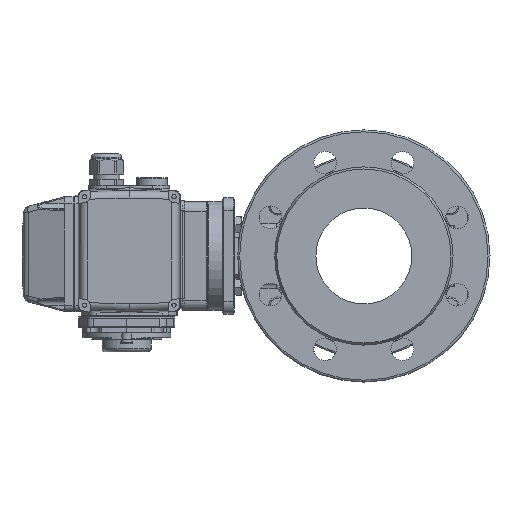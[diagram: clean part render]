
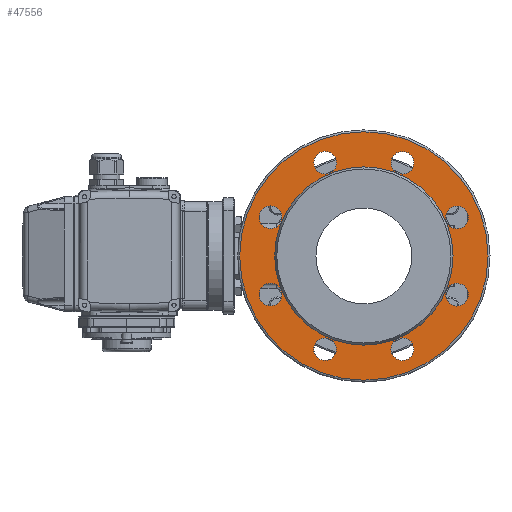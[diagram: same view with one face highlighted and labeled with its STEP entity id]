
A CAD part, left-side view. The second image highlights one B-rep face of the part: STEP entity #47556.
In plain terms, the highlighted planar face has unit normal (-1, 0, 0).
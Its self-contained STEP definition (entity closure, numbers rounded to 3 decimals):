
#2042=CIRCLE('',#51129,9.);
#2043=CIRCLE('',#51130,9.);
#2044=CIRCLE('',#51131,9.);
#2045=CIRCLE('',#51132,9.);
#2046=CIRCLE('',#51133,9.);
#2047=CIRCLE('',#51134,9.);
#2048=CIRCLE('',#51135,9.);
#2049=CIRCLE('',#51136,9.);
#2050=CIRCLE('',#51137,70.677);
#2051=CIRCLE('',#51138,98.444);
#2052=CIRCLE('',#51139,98.444);
#13752=ORIENTED_EDGE('',*,*,#27087,.T.);
#13753=ORIENTED_EDGE('',*,*,#27088,.T.);
#13754=ORIENTED_EDGE('',*,*,#27089,.T.);
#13755=ORIENTED_EDGE('',*,*,#27090,.T.);
#13756=ORIENTED_EDGE('',*,*,#27091,.T.);
#13757=ORIENTED_EDGE('',*,*,#27092,.T.);
#13758=ORIENTED_EDGE('',*,*,#27093,.T.);
#13759=ORIENTED_EDGE('',*,*,#27094,.T.);
#13760=ORIENTED_EDGE('',*,*,#27095,.T.);
#13761=ORIENTED_EDGE('',*,*,#27096,.T.);
#13762=ORIENTED_EDGE('',*,*,#27097,.T.);
#27087=EDGE_CURVE('',#33846,#33846,#2042,.T.);
#27088=EDGE_CURVE('',#33847,#33847,#2043,.T.);
#27089=EDGE_CURVE('',#33848,#33848,#2044,.T.);
#27090=EDGE_CURVE('',#33849,#33849,#2045,.T.);
#27091=EDGE_CURVE('',#33850,#33850,#2046,.T.);
#27092=EDGE_CURVE('',#33851,#33851,#2047,.T.);
#27093=EDGE_CURVE('',#33852,#33852,#2048,.T.);
#27094=EDGE_CURVE('',#33853,#33853,#2049,.T.);
#27095=EDGE_CURVE('',#33854,#33854,#2050,.T.);
#27096=EDGE_CURVE('',#33855,#33856,#2051,.T.);
#27097=EDGE_CURVE('',#33856,#33855,#2052,.T.);
#33846=VERTEX_POINT('',#76102);
#33847=VERTEX_POINT('',#76104);
#33848=VERTEX_POINT('',#76106);
#33849=VERTEX_POINT('',#76108);
#33850=VERTEX_POINT('',#76110);
#33851=VERTEX_POINT('',#76112);
#33852=VERTEX_POINT('',#76114);
#33853=VERTEX_POINT('',#76116);
#33854=VERTEX_POINT('',#76118);
#33855=VERTEX_POINT('',#76120);
#33856=VERTEX_POINT('',#76121);
#39170=EDGE_LOOP('',(#13752));
#39171=EDGE_LOOP('',(#13753));
#39172=EDGE_LOOP('',(#13754));
#39173=EDGE_LOOP('',(#13755));
#39174=EDGE_LOOP('',(#13756));
#39175=EDGE_LOOP('',(#13757));
#39176=EDGE_LOOP('',(#13758));
#39177=EDGE_LOOP('',(#13759));
#39178=EDGE_LOOP('',(#13760));
#39179=EDGE_LOOP('',(#13761,#13762));
#42721=FACE_BOUND('',#39170,.T.);
#42722=FACE_BOUND('',#39171,.T.);
#42723=FACE_BOUND('',#39172,.T.);
#42724=FACE_BOUND('',#39173,.T.);
#42725=FACE_BOUND('',#39174,.T.);
#42726=FACE_BOUND('',#39175,.T.);
#42727=FACE_BOUND('',#39176,.T.);
#42728=FACE_BOUND('',#39177,.T.);
#42729=FACE_BOUND('',#39178,.T.);
#42730=FACE_BOUND('',#39179,.T.);
#46077=PLANE('',#51128);
#47556=ADVANCED_FACE('',(#42721,#42722,#42723,#42724,#42725,#42726,#42727,
#42728,#42729,#42730),#46077,.T.);
#51128=AXIS2_PLACEMENT_3D('',#76100,#57124,#57125);
#51129=AXIS2_PLACEMENT_3D('',#76101,#57126,#57127);
#51130=AXIS2_PLACEMENT_3D('',#76103,#57128,#57129);
#51131=AXIS2_PLACEMENT_3D('',#76105,#57130,#57131);
#51132=AXIS2_PLACEMENT_3D('',#76107,#57132,#57133);
#51133=AXIS2_PLACEMENT_3D('',#76109,#57134,#57135);
#51134=AXIS2_PLACEMENT_3D('',#76111,#57136,#57137);
#51135=AXIS2_PLACEMENT_3D('',#76113,#57138,#57139);
#51136=AXIS2_PLACEMENT_3D('',#76115,#57140,#57141);
#51137=AXIS2_PLACEMENT_3D('',#76117,#57142,#57143);
#51138=AXIS2_PLACEMENT_3D('',#76119,#57144,#57145);
#51139=AXIS2_PLACEMENT_3D('',#76122,#57146,#57147);
#57124=DIRECTION('',(-1.,0.,0.));
#57125=DIRECTION('',(0.,-1.,0.));
#57126=DIRECTION('',(1.,0.,0.));
#57127=DIRECTION('',(0.,-1.,0.));
#57128=DIRECTION('',(1.,0.,0.));
#57129=DIRECTION('',(0.,-1.,0.));
#57130=DIRECTION('',(1.,0.,0.));
#57131=DIRECTION('',(0.,-1.,0.));
#57132=DIRECTION('',(1.,0.,0.));
#57133=DIRECTION('',(0.,-1.,0.));
#57134=DIRECTION('',(1.,0.,0.));
#57135=DIRECTION('',(0.,-1.,0.));
#57136=DIRECTION('',(1.,0.,0.));
#57137=DIRECTION('',(0.,-1.,0.));
#57138=DIRECTION('',(1.,0.,0.));
#57139=DIRECTION('',(0.,-1.,0.));
#57140=DIRECTION('',(1.,0.,0.));
#57141=DIRECTION('',(0.,-1.,0.));
#57142=DIRECTION('',(1.,0.,0.));
#57143=DIRECTION('',(0.,1.,0.));
#57144=DIRECTION('',(-1.,0.,0.));
#57145=DIRECTION('',(0.,-1.,0.));
#57146=DIRECTION('',(-1.,0.,0.));
#57147=DIRECTION('',(0.,1.,0.));
#76100=CARTESIAN_POINT('',(-71.5,0.,0.));
#76101=CARTESIAN_POINT('',(-71.5,73.871,30.654));
#76102=CARTESIAN_POINT('',(-71.5,64.871,30.654));
#76103=CARTESIAN_POINT('',(-71.5,73.91,-30.558));
#76104=CARTESIAN_POINT('',(-71.5,64.91,-30.558));
#76105=CARTESIAN_POINT('',(-71.5,30.654,-73.871));
#76106=CARTESIAN_POINT('',(-71.5,21.654,-73.871));
#76107=CARTESIAN_POINT('',(-71.5,-30.558,-73.91));
#76108=CARTESIAN_POINT('',(-71.5,-39.558,-73.91));
#76109=CARTESIAN_POINT('',(-71.5,-73.871,-30.654));
#76110=CARTESIAN_POINT('',(-71.5,-82.871,-30.654));
#76111=CARTESIAN_POINT('',(-71.5,-73.91,30.558));
#76112=CARTESIAN_POINT('',(-71.5,-82.91,30.558));
#76113=CARTESIAN_POINT('',(-71.5,-30.654,73.871));
#76114=CARTESIAN_POINT('',(-71.5,-39.654,73.871));
#76115=CARTESIAN_POINT('',(-71.5,30.558,73.91));
#76116=CARTESIAN_POINT('',(-71.5,21.558,73.91));
#76117=CARTESIAN_POINT('',(-71.5,-0.056,0.));
#76118=CARTESIAN_POINT('',(-71.5,70.621,0.));
#76119=CARTESIAN_POINT('',(-71.5,-0.056,0.));
#76120=CARTESIAN_POINT('',(-71.5,-98.5,0.));
#76121=CARTESIAN_POINT('',(-71.5,98.387,0.));
#76122=CARTESIAN_POINT('',(-71.5,-0.056,0.));
